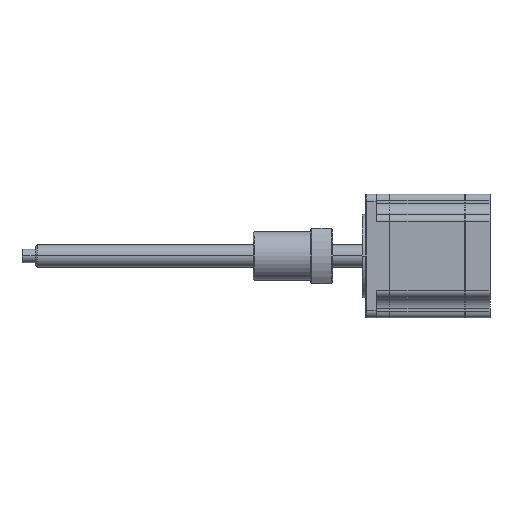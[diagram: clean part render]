
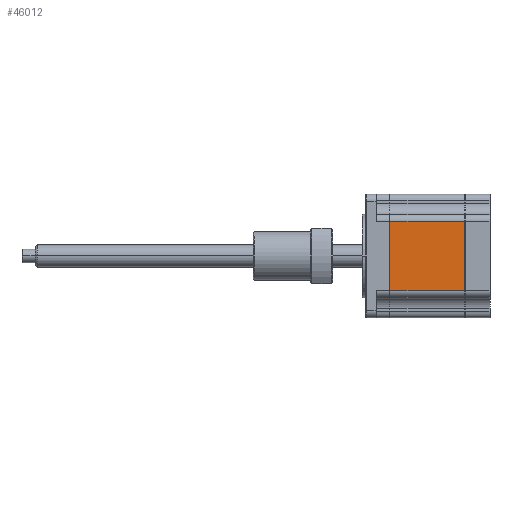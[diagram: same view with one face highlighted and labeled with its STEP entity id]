
A CAD part, left-side view. The second image highlights one B-rep face of the part: STEP entity #46012.
In plain terms, the highlighted planar face has unit normal (-1, 0, 0).
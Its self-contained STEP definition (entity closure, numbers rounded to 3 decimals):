
#396 = EDGE_CURVE ( 'NONE', #41650, #27078, #28461, .T. ) ;
#1990 = CARTESIAN_POINT ( 'NONE',  ( -44.479, -60.672, 47.85 ) ) ;
#2052 = AXIS2_PLACEMENT_3D ( 'NONE', #2135, #50506, #19813 ) ;
#2135 = CARTESIAN_POINT ( 'NONE',  ( -44.479, -60.672, 47.85 ) ) ;
#3015 = DIRECTION ( 'NONE',  ( 0., 1., 0. ) ) ;
#4240 = DIRECTION ( 'NONE',  ( 0., 0., -1. ) ) ;
#4994 = VECTOR ( 'NONE', #3015, 1000. ) ;
#6631 = ORIENTED_EDGE ( 'NONE', *, *, #40159, .T. ) ;
#9621 = VECTOR ( 'NONE', #18228, 1000. ) ;
#14188 = ORIENTED_EDGE ( 'NONE', *, *, #17425, .F. ) ;
#15585 = ORIENTED_EDGE ( 'NONE', *, *, #26314, .T. ) ;
#17425 = EDGE_CURVE ( 'NONE', #38250, #41650, #52648, .T. ) ;
#17876 = EDGE_LOOP ( 'NONE', ( #6631, #23431, #14188, #15585 ) ) ;
#18228 = DIRECTION ( 'NONE',  ( 0., 1., 0. ) ) ;
#19619 = PLANE ( 'NONE',  #2052 ) ;
#19813 = DIRECTION ( 'NONE',  ( 0., 0., 1. ) ) ;
#21004 = CARTESIAN_POINT ( 'NONE',  ( -44.479, -60.672, 79.45 ) ) ;
#21688 = CARTESIAN_POINT ( 'NONE',  ( -44.479, -26.672, 79.45 ) ) ;
#23431 = ORIENTED_EDGE ( 'NONE', *, *, #396, .F. ) ;
#26314 = EDGE_CURVE ( 'NONE', #38250, #44987, #33057, .T. ) ;
#27078 = VERTEX_POINT ( 'NONE', #55482 ) ;
#28461 = LINE ( 'NONE', #55802, #4994 ) ;
#31522 = CARTESIAN_POINT ( 'NONE',  ( -44.479, -60.672, 47.85 ) ) ;
#33057 = LINE ( 'NONE', #44716, #9621 ) ;
#34558 = VECTOR ( 'NONE', #4240, 1000. ) ;
#38250 = VERTEX_POINT ( 'NONE', #21004 ) ;
#40159 = EDGE_CURVE ( 'NONE', #44987, #27078, #40709, .T. ) ;
#40709 = LINE ( 'NONE', #43952, #34558 ) ;
#41650 = VERTEX_POINT ( 'NONE', #1990 ) ;
#41653 = FACE_OUTER_BOUND ( 'NONE', #17876, .T. ) ;
#43952 = CARTESIAN_POINT ( 'NONE',  ( -44.479, -26.672, 47.85 ) ) ;
#44647 = DIRECTION ( 'NONE',  ( 0., 0., -1. ) ) ;
#44716 = CARTESIAN_POINT ( 'NONE',  ( -44.479, -60.672, 79.45 ) ) ;
#44987 = VERTEX_POINT ( 'NONE', #21688 ) ;
#46012 = ADVANCED_FACE ( 'NONE', ( #41653 ), #19619, .F. ) ;
#48548 = VECTOR ( 'NONE', #44647, 1000. ) ;
#50506 = DIRECTION ( 'NONE',  ( 1., 0., 0. ) ) ;
#52648 = LINE ( 'NONE', #31522, #48548 ) ;
#55482 = CARTESIAN_POINT ( 'NONE',  ( -44.479, -26.672, 47.85 ) ) ;
#55802 = CARTESIAN_POINT ( 'NONE',  ( -44.479, -60.672, 47.85 ) ) ;
